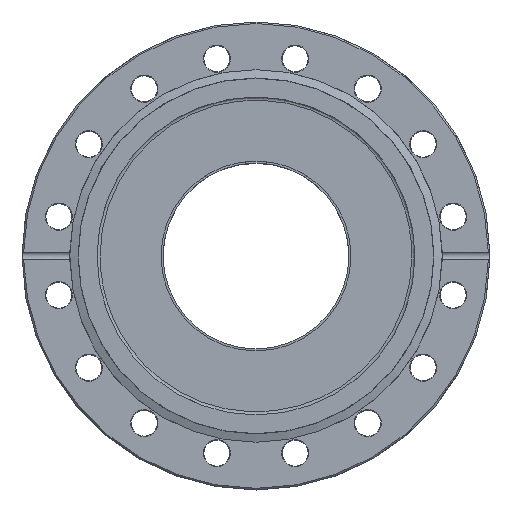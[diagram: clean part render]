
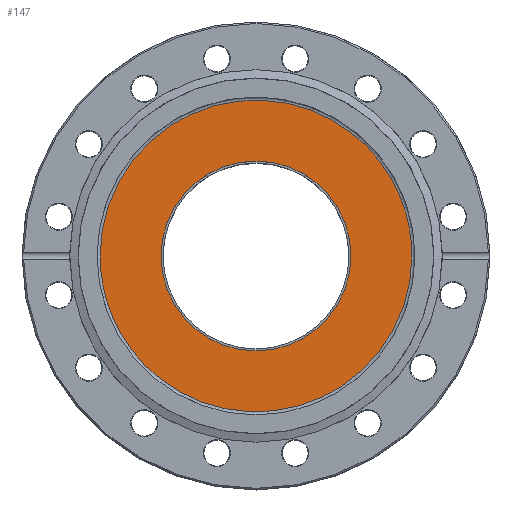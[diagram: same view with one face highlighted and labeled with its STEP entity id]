
A CAD part, top view. The second image highlights one B-rep face of the part: STEP entity #147.
In plain terms, the highlighted face is planar.
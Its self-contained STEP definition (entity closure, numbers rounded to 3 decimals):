
#117 = EDGE_LOOP ( 'NONE', ( #3395 ) ) ;
#147 = ADVANCED_FACE ( 'NONE', ( #3852, #2642 ), #5300, .F. ) ;
#262 = CARTESIAN_POINT ( 'NONE',  ( 11.4, -101., -50.5 ) ) ;
#368 =( BOUNDED_CURVE ( )  B_SPLINE_CURVE ( 3, ( #718, #700, #681, #5710 ),
 .UNSPECIFIED., .F., .F. ) 
 B_SPLINE_CURVE_WITH_KNOTS ( ( 4, 4 ),
 ( 0., 1. ),
 .UNSPECIFIED. ) 
 CURVE ( )  GEOMETRIC_REPRESENTATION_ITEM ( )  RATIONAL_B_SPLINE_CURVE ( ( 1., 0.333, 0.333, 1. ) ) 
 REPRESENTATION_ITEM ( '' )  );
#632 = DIRECTION ( 'NONE',  ( 0., 0., 1. ) ) ;
#680 = CARTESIAN_POINT ( 'NONE',  ( 11.4, 0., -50.5 ) ) ;
#681 = CARTESIAN_POINT ( 'NONE',  ( 11.4, 101., -50.5 ) ) ;
#700 = CARTESIAN_POINT ( 'NONE',  ( 11.4, 101., 50.5 ) ) ;
#718 = CARTESIAN_POINT ( 'NONE',  ( 11.4, 0., 50.5 ) ) ;
#1208 = AXIS2_PLACEMENT_3D ( 'NONE', #3432, #3891, #5285 ) ;
#1228 = CARTESIAN_POINT ( 'NONE',  ( 11.4, 0., -50.5 ) ) ;
#1246 = AXIS2_PLACEMENT_3D ( 'NONE', #1249, #4830, #632 ) ;
#1249 = CARTESIAN_POINT ( 'NONE',  ( 11.4, 30.75, 0. ) ) ;
#1561 = ORIENTED_EDGE ( 'NONE', *, *, #4677, .F. ) ;
#1902 = CARTESIAN_POINT ( 'NONE',  ( 11.4, 0., 30.75 ) ) ;
#2544 = EDGE_LOOP ( 'NONE', ( #3828, #1561 ) ) ;
#2642 = FACE_OUTER_BOUND ( 'NONE', #2544, .T. ) ;
#2736 = VERTEX_POINT ( 'NONE', #1902 ) ;
#2805 = CIRCLE ( 'NONE', #1208, 30.75 ) ;
#3395 = ORIENTED_EDGE ( 'NONE', *, *, #4771, .T. ) ;
#3432 = CARTESIAN_POINT ( 'NONE',  ( 11.4, 0., 0. ) ) ;
#3526 = VERTEX_POINT ( 'NONE', #1228 ) ;
#3828 = ORIENTED_EDGE ( 'NONE', *, *, #4502, .F. ) ;
#3852 = FACE_BOUND ( 'NONE', #117, .T. ) ;
#3891 = DIRECTION ( 'NONE',  ( -1., 0., 0. ) ) ;
#3922 = CARTESIAN_POINT ( 'NONE',  ( 11.4, -101., 50.5 ) ) ;
#4366 = CARTESIAN_POINT ( 'NONE',  ( 11.4, 0., 50.5 ) ) ;
#4422 =( BOUNDED_CURVE ( )  B_SPLINE_CURVE ( 3, ( #680, #262, #3922, #4366 ),
 .UNSPECIFIED., .F., .T. ) 
 B_SPLINE_CURVE_WITH_KNOTS ( ( 4, 4 ),
 ( 0., 1. ),
 .UNSPECIFIED. ) 
 CURVE ( )  GEOMETRIC_REPRESENTATION_ITEM ( )  RATIONAL_B_SPLINE_CURVE ( ( 1., 0.333, 0.333, 1. ) ) 
 REPRESENTATION_ITEM ( '' )  );
#4501 = CARTESIAN_POINT ( 'NONE',  ( 11.4, 0., 50.5 ) ) ;
#4502 = EDGE_CURVE ( 'NONE', #5035, #3526, #368, .T. ) ;
#4677 = EDGE_CURVE ( 'NONE', #3526, #5035, #4422, .T. ) ;
#4771 = EDGE_CURVE ( 'NONE', #2736, #2736, #2805, .T. ) ;
#4830 = DIRECTION ( 'NONE',  ( -1., 0., 0. ) ) ;
#5035 = VERTEX_POINT ( 'NONE', #4501 ) ;
#5285 = DIRECTION ( 'NONE',  ( 0., 0., 1. ) ) ;
#5300 = PLANE ( 'NONE',  #1246 ) ;
#5710 = CARTESIAN_POINT ( 'NONE',  ( 11.4, 0., -50.5 ) ) ;
